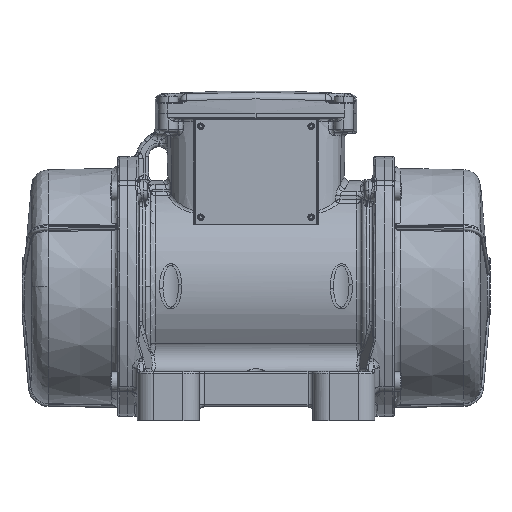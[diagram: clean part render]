
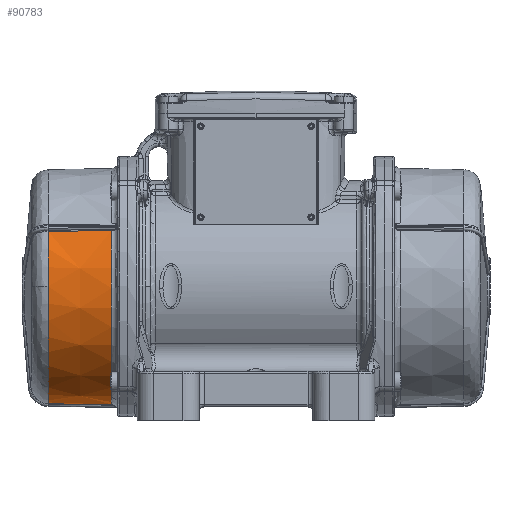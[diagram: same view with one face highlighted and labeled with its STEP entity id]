
A CAD part, top view. The second image highlights one B-rep face of the part: STEP entity #90783.
In plain terms, the highlighted conical face has half-angle 1 degrees and reference radius 72.612 mm.
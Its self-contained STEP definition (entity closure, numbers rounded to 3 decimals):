
#7265 = CARTESIAN_POINT ( 'NONE',  ( -127.922, -71.143, 11.577 ) ) ;
#10833 = CARTESIAN_POINT ( 'NONE',  ( -88.93, -72.573, 2.379 ) ) ;
#15052 = B_SPLINE_CURVE_WITH_KNOTS ( 'NONE', 3,
 ( #114286, #124603, #55190, #44309, #104019, #65458, #44920, #16874, #84062, #25809, #123953, #64828, #55818, #123304, #35351, #7265, #112383, #74472 ),
 .UNSPECIFIED., .F., .F.,
 ( 4, 2, 2, 2, 2, 2, 2, 2, 4 ),
 ( 0., 0.125, 0.25, 0.375, 0.5, 0.625, 0.75, 0.875, 1. ),
 .UNSPECIFIED. ) ;
#15708 = DIRECTION ( 'NONE',  ( 0., 1., 0. ) ) ;
#16874 = CARTESIAN_POINT ( 'NONE',  ( -127.922, -43.081, 57.787 ) ) ;
#18470 = CARTESIAN_POINT ( 'NONE',  ( -127.922, 5.881, 71.931 ) ) ;
#23042 = CONICAL_SURFACE ( 'NONE', #94685, 72.612, 0.017 ) ;
#25809 = CARTESIAN_POINT ( 'NONE',  ( -127.922, -53.327, 48.493 ) ) ;
#28017 = CARTESIAN_POINT ( 'NONE',  ( -127.922, 11.761, 71.207 ) ) ;
#28048 = CARTESIAN_POINT ( 'NONE',  ( -114.925, -72.119, 2.379 ) ) ;
#29929 = CARTESIAN_POINT ( 'NONE',  ( -127.922, -71.892, 2.379 ) ) ;
#30529 = CARTESIAN_POINT ( 'NONE',  ( -127.922, 23.17, 68.351 ) ) ;
#35351 = CARTESIAN_POINT ( 'NONE',  ( -127.922, -69.084, 20.561 ) ) ;
#35973 = ORIENTED_EDGE ( 'NONE', *, *, #95297, .T. ) ;
#37465 = AXIS2_PLACEMENT_3D ( 'NONE', #120132, #44288, #43007 ) ;
#43007 = DIRECTION ( 'NONE',  ( 0., -1., 0. ) ) ;
#44288 = DIRECTION ( 'NONE',  ( -1., 0., 0. ) ) ;
#44309 = CARTESIAN_POINT ( 'NONE',  ( -127.922, -18.265, 69.726 ) ) ;
#44411 = FACE_OUTER_BOUND ( 'NONE', #73542, .T. ) ;
#44920 = CARTESIAN_POINT ( 'NONE',  ( -127.922, -35.354, 62.813 ) ) ;
#47437 = CARTESIAN_POINT ( 'NONE',  ( -88.93, 34.226, 64.04 ) ) ;
#50710 = CARTESIAN_POINT ( 'NONE',  ( -127.922, -71.892, 2.379 ) ) ;
#54014 = DIRECTION ( 'NONE',  ( 1., 0., 0. ) ) ;
#54657 = CARTESIAN_POINT ( 'NONE',  ( -88.93, 0., 0. ) ) ;
#55190 = CARTESIAN_POINT ( 'NONE',  ( -127.922, -9.217, 71.487 ) ) ;
#55818 = CARTESIAN_POINT ( 'NONE',  ( -127.922, -63.884, 33.38 ) ) ;
#57963 = CIRCLE ( 'NONE', #37465, 72.612 ) ;
#64828 = CARTESIAN_POINT ( 'NONE',  ( -127.922, -61.609, 37.413 ) ) ;
#65003 = CARTESIAN_POINT ( 'NONE',  ( -88.93, 34.226, 64.04 ) ) ;
#65458 = CARTESIAN_POINT ( 'NONE',  ( -127.922, -31.249, 64.953 ) ) ;
#66226 = CARTESIAN_POINT ( 'NONE',  ( -127.922, 0., 71.931 ) ) ;
#66431 = EDGE_CURVE ( 'NONE', #96133, #100770, #116381, .T. ) ;
#66962 = ORIENTED_EDGE ( 'NONE', *, *, #107239, .T. ) ;
#67041 = CARTESIAN_POINT ( 'NONE',  ( -127.922, 0., 71.931 ) ) ;
#67680 = CARTESIAN_POINT ( 'NONE',  ( -101.927, -72.346, 2.379 ) ) ;
#68611 = CARTESIAN_POINT ( 'NONE',  ( -127.922, 33.886, 63.45 ) ) ;
#70329 = ORIENTED_EDGE ( 'NONE', *, *, #73364, .T. ) ;
#73364 = EDGE_CURVE ( 'NONE', #115071, #103011, #90977, .T. ) ;
#73542 = EDGE_LOOP ( 'NONE', ( #125758, #87396, #35973, #66962, #70329 ) ) ;
#74472 = CARTESIAN_POINT ( 'NONE',  ( -127.922, -71.892, 2.379 ) ) ;
#84062 = CARTESIAN_POINT ( 'NONE',  ( -127.922, -46.703, 54.902 ) ) ;
#87396 = ORIENTED_EDGE ( 'NONE', *, *, #66431, .T. ) ;
#88486 = CARTESIAN_POINT ( 'NONE',  ( -114.925, 33.999, 63.647 ) ) ;
#90783 = ADVANCED_FACE ( 'NONE', ( #44411 ), #23042, .T. ) ;
#90977 = B_SPLINE_CURVE_WITH_KNOTS ( 'NONE', 3,
 ( #29929, #28048, #67680, #106888 ),
 .UNSPECIFIED., .F., .F.,
 ( 4, 4 ),
 ( 0., 1. ),
 .UNSPECIFIED. ) ;
#91765 = VERTEX_POINT ( 'NONE', #66226 ) ;
#94685 = AXIS2_PLACEMENT_3D ( 'NONE', #54657, #54014, #15708 ) ;
#95297 = EDGE_CURVE ( 'NONE', #100770, #91765, #126462, .T. ) ;
#96133 = VERTEX_POINT ( 'NONE', #65003 ) ;
#96897 = EDGE_CURVE ( 'NONE', #103011, #96133, #57963, .T. ) ;
#100770 = VERTEX_POINT ( 'NONE', #105154 ) ;
#103011 = VERTEX_POINT ( 'NONE', #10833 ) ;
#104019 = CARTESIAN_POINT ( 'NONE',  ( -127.922, -22.704, 68.41 ) ) ;
#105154 = CARTESIAN_POINT ( 'NONE',  ( -127.922, 33.886, 63.45 ) ) ;
#106230 = CARTESIAN_POINT ( 'NONE',  ( -127.922, 28.698, 66.22 ) ) ;
#106888 = CARTESIAN_POINT ( 'NONE',  ( -88.93, -72.573, 2.379 ) ) ;
#107239 = EDGE_CURVE ( 'NONE', #91765, #115071, #15052, .T. ) ;
#107514 = CARTESIAN_POINT ( 'NONE',  ( -127.922, 33.886, 63.45 ) ) ;
#112383 = CARTESIAN_POINT ( 'NONE',  ( -127.922, -71.74, 6.985 ) ) ;
#114286 = CARTESIAN_POINT ( 'NONE',  ( -127.922, 0., 71.931 ) ) ;
#115071 = VERTEX_POINT ( 'NONE', #50710 ) ;
#116170 = CARTESIAN_POINT ( 'NONE',  ( -101.927, 34.112, 63.843 ) ) ;
#116381 = B_SPLINE_CURVE_WITH_KNOTS ( 'NONE', 3,
 ( #47437, #116170, #88486, #68611 ),
 .UNSPECIFIED., .F., .F.,
 ( 4, 4 ),
 ( 0., 1. ),
 .UNSPECIFIED. ) ;
#120132 = CARTESIAN_POINT ( 'NONE',  ( -88.93, 0., 0. ) ) ;
#123304 = CARTESIAN_POINT ( 'NONE',  ( -127.922, -67.621, 24.954 ) ) ;
#123953 = CARTESIAN_POINT ( 'NONE',  ( -127.922, -56.331, 44.969 ) ) ;
#124603 = CARTESIAN_POINT ( 'NONE',  ( -127.922, -4.609, 71.931 ) ) ;
#125758 = ORIENTED_EDGE ( 'NONE', *, *, #96897, .T. ) ;
#126462 = B_SPLINE_CURVE_WITH_KNOTS ( 'NONE', 3,
 ( #107514, #106230, #30529, #28017, #18470, #67041 ),
 .UNSPECIFIED., .F., .F.,
 ( 4, 2, 4 ),
 ( 0., 0.5, 1. ),
 .UNSPECIFIED. ) ;
